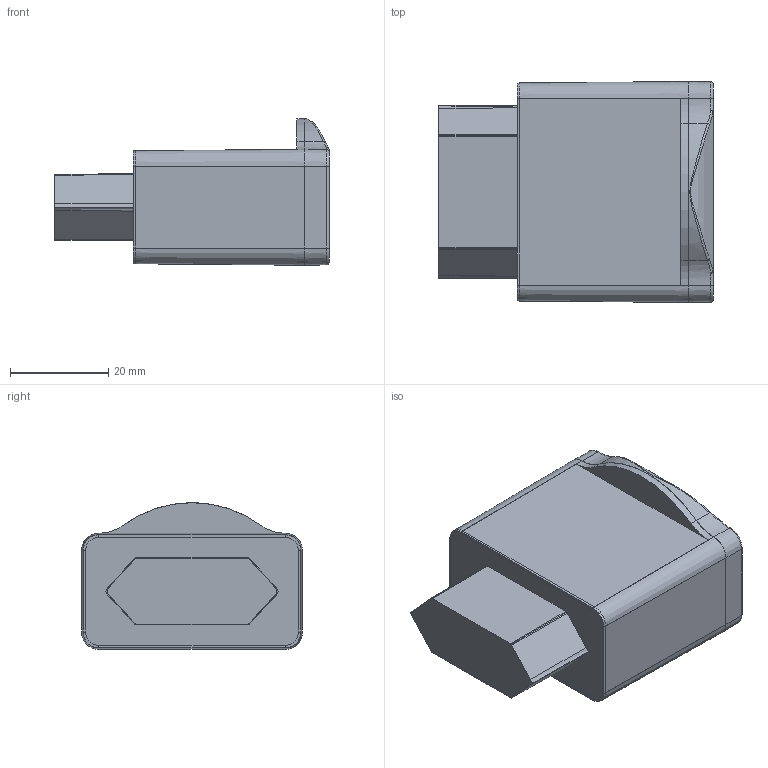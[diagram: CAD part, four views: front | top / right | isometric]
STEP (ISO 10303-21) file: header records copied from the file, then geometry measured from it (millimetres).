
FILE_DESCRIPTION(('CATIA V5 STEP Exchange'),'2;1');
FILE_NAME('base16062014.stp','2014-06-16T16:08:18+00:00',('none'),('none'),'CATIA Version 5 Release 19 SP 2 (IN-10)','CATIA V5 STEP AP203','none');
FILE_SCHEMA(('CONFIG_CONTROL_DESIGN'));
Length unit declared in the file: millimetre
Products named in the file (1): appusbwall2
Assembly tree (2 placements, depth 2):
  appusbwall2
    #56
    #4654
Bounding box: 55.83 x 44.95 x 29.83 mm (x, y, z)
Volume: 14439.4 mm3; surface area: 33650.5 mm2
Topology: 2 solids, 6 shells, 346 faces, 916 edges, 590 vertices
Faces by surface type: plane 163, cylinder 75, cone 54, torus 24, extrusion 16, bspline 10, sphere 4
Entity records: 9146 total; most frequent: CARTESIAN_POINT 2415, ORIENTED_EDGE 1770, DIRECTION 1004, EDGE_CURVE 654, VECTOR 444, LINE 428, VERTEX_POINT 416, AXIS2_PLACEMENT_3D 369
